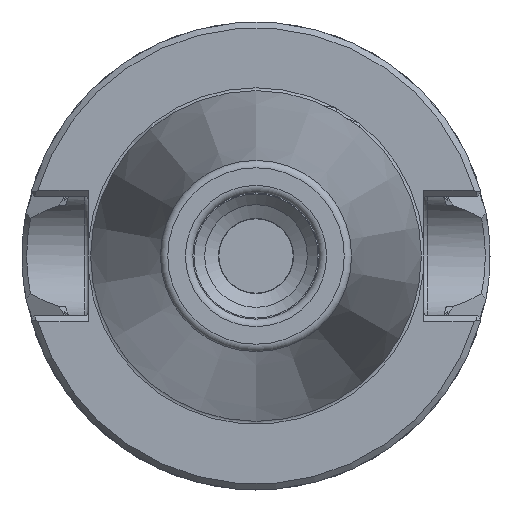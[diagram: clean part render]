
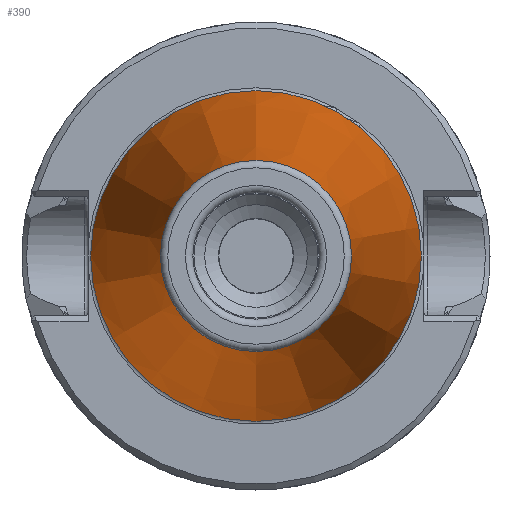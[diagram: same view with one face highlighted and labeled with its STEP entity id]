
A CAD part, left-side view. The second image highlights one B-rep face of the part: STEP entity #390.
In plain terms, the highlighted conical face has half-angle 8.297 degrees and reference radius 12.871 mm.
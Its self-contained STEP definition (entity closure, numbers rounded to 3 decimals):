
#390 = ADVANCED_FACE( '', ( #924, #925 ), #926, .T. );
#924 = FACE_OUTER_BOUND( '', #1668, .T. );
#925 = FACE_BOUND( '', #1669, .T. );
#926 = CONICAL_SURFACE( '', #1670, 12.871, 0.145 );
#1668 = EDGE_LOOP( '', ( #2824 ) );
#1669 = EDGE_LOOP( '', ( #2825 ) );
#1670 = AXIS2_PLACEMENT_3D( '', #2826, #2827, #2828 );
#2824 = ORIENTED_EDGE( '', *, *, #4367, .T. );
#2825 = ORIENTED_EDGE( '', *, *, #4368, .F. );
#2826 = CARTESIAN_POINT( '', ( -64.544, 0., 0. ) );
#2827 = DIRECTION( '', ( 1., 0., 0. ) );
#2828 = DIRECTION( '', ( 0., 0., -1. ) );
#4367 = EDGE_CURVE( '', #5288, #5288, #5289, .T. );
#4368 = EDGE_CURVE( '', #5290, #5290, #5291, .T. );
#5288 = VERTEX_POINT( '', #6909 );
#5289 = CIRCLE( '', #6910, 22.268 );
#5290 = VERTEX_POINT( '', #6911 );
#5291 = CIRCLE( '', #6912, 12.871 );
#6909 = CARTESIAN_POINT( '', ( -0.106, 0., 22.268 ) );
#6910 = AXIS2_PLACEMENT_3D( '', #8079, #8080, #8081 );
#6911 = CARTESIAN_POINT( '', ( -64.544, 0., 12.871 ) );
#6912 = AXIS2_PLACEMENT_3D( '', #8082, #8083, #8084 );
#8079 = CARTESIAN_POINT( '', ( -0.106, 0., 0. ) );
#8080 = DIRECTION( '', ( -1., 0., 0. ) );
#8081 = DIRECTION( '', ( 0., 0., 1. ) );
#8082 = CARTESIAN_POINT( '', ( -64.544, 0., 0. ) );
#8083 = DIRECTION( '', ( -1., 0., 0. ) );
#8084 = DIRECTION( '', ( 0., 0., 1. ) );
